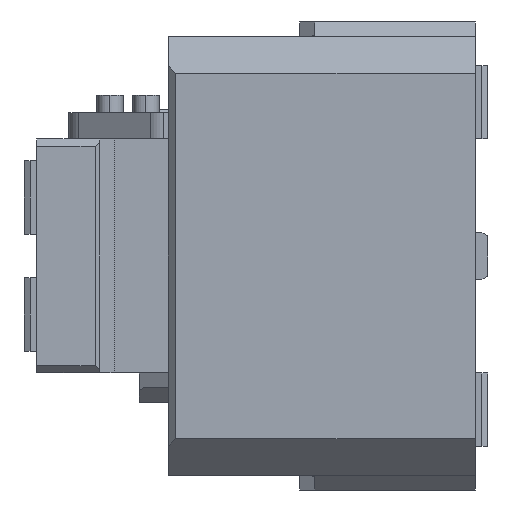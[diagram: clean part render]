
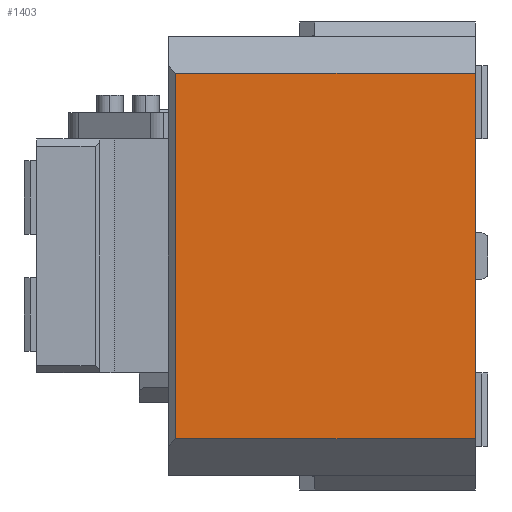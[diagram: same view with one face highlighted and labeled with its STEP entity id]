
A CAD part, left-side view. The second image highlights one B-rep face of the part: STEP entity #1403.
In plain terms, the highlighted planar face has unit normal (-1, 0, 0).
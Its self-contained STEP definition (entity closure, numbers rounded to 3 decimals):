
#462=CARTESIAN_POINT('Vertex',(0.,0.,125.)) ;
#465=CARTESIAN_POINT('Line Origine',(0.,0.,0.)) ;
#469=CARTESIAN_POINT('Vertex',(0.,0.,-125.)) ;
#1353=CARTESIAN_POINT('Line Origine',(0.,102.5,125.)) ;
#1357=CARTESIAN_POINT('Vertex',(0.,205.,125.)) ;
#1380=CARTESIAN_POINT('Axis2P3D Location',(0.,270.,-125.)) ;
#1385=CARTESIAN_POINT('Line Origine',(0.,102.5,-125.)) ;
#1389=CARTESIAN_POINT('Vertex',(0.,205.,-125.)) ;
#1392=CARTESIAN_POINT('Line Origine',(0.,205.,0.)) ;
#466=DIRECTION('Vector Direction',(0.,0.,-1.)) ;
#1354=DIRECTION('Vector Direction',(0.,-1.,0.)) ;
#1381=DIRECTION('Axis2P3D Direction',(1.,0.,0.)) ;
#1382=DIRECTION('Axis2P3D XDirection',(0.,0.,-1.)) ;
#1386=DIRECTION('Vector Direction',(0.,-1.,0.)) ;
#1393=DIRECTION('Vector Direction',(0.,0.,-1.)) ;
#1383=AXIS2_PLACEMENT_3D('Plane Axis2P3D',#1380,#1381,#1382) ;
#1398=ORIENTED_EDGE('',*,*,#1391,.T.) ;
#1399=ORIENTED_EDGE('',*,*,#471,.F.) ;
#1400=ORIENTED_EDGE('',*,*,#1359,.F.) ;
#1401=ORIENTED_EDGE('',*,*,#1396,.T.) ;
#467=VECTOR('Line Direction',#466,1.) ;
#1355=VECTOR('Line Direction',#1354,1.) ;
#1387=VECTOR('Line Direction',#1386,1.) ;
#1394=VECTOR('Line Direction',#1393,1.) ;
#1403=ADVANCED_FACE('CAM HOLDER',(#1402),#1384,.F.) ;
#471=EDGE_CURVE('',#463,#470,#468,.T.) ;
#1359=EDGE_CURVE('',#1358,#463,#1356,.T.) ;
#1391=EDGE_CURVE('',#1390,#470,#1388,.T.) ;
#1396=EDGE_CURVE('',#1358,#1390,#1395,.T.) ;
#1397=EDGE_LOOP('',(#1398,#1399,#1400,#1401)) ;
#1402=FACE_OUTER_BOUND('',#1397,.T.) ;
#468=LINE('Line',#465,#467) ;
#1356=LINE('Line',#1353,#1355) ;
#1388=LINE('Line',#1385,#1387) ;
#1395=LINE('Line',#1392,#1394) ;
#1384=PLANE('Plane',#1383) ;
#463=VERTEX_POINT('',#462) ;
#470=VERTEX_POINT('',#469) ;
#1358=VERTEX_POINT('',#1357) ;
#1390=VERTEX_POINT('',#1389) ;
